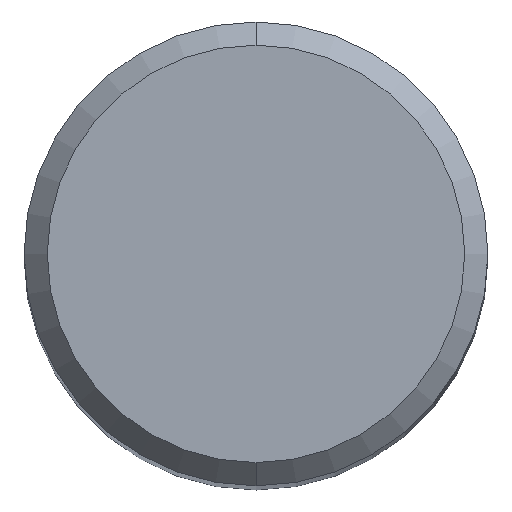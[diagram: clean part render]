
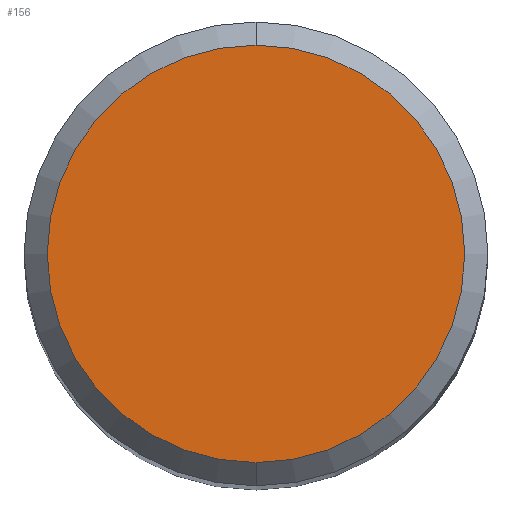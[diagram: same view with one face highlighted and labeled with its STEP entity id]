
A CAD part, top view. The second image highlights one B-rep face of the part: STEP entity #156.
In plain terms, the highlighted planar face has unit normal (0, 0, 1).
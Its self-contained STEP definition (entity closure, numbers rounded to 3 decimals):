
#140=EDGE_CURVE('',#222,#206,#346,.T.);
#156=ADVANCED_FACE('',(#363),#364,.T.);
#206=VERTEX_POINT('',#420);
#222=VERTEX_POINT('',#437);
#286=EDGE_CURVE('',#206,#222,#511,.T.);
#346=CIRCLE('',#572,4.5);
#363=FACE_OUTER_BOUND('',#591,.T.);
#364=PLANE('',#592);
#420=CARTESIAN_POINT('',(0.,-4.5,51.05));
#437=CARTESIAN_POINT('',(0.0,4.5,51.05));
#511=CIRCLE('',#785,4.5);
#572=AXIS2_PLACEMENT_3D('',#834,#835,#836);
#591=EDGE_LOOP('',(#856,#857));
#592=AXIS2_PLACEMENT_3D('',#858,#859,#860);
#785=AXIS2_PLACEMENT_3D('',#1053,#1054,#1055);
#834=CARTESIAN_POINT('',(0.0,0.0,51.05));
#835=DIRECTION('',(0.0,0.0,-1.0));
#836=DIRECTION('',(0.0,1.0,0.0));
#856=ORIENTED_EDGE('',*,*,#140,.F.);
#857=ORIENTED_EDGE('',*,*,#286,.F.);
#858=CARTESIAN_POINT('',(0.0,2.25,51.05));
#859=DIRECTION('',(-0.0,0.0,1.0));
#860=DIRECTION('',(0.0,-1.0,0.0));
#1053=CARTESIAN_POINT('',(0.0,0.0,51.05));
#1054=DIRECTION('',(0.0,0.0,-1.0));
#1055=DIRECTION('',(0.0,1.0,0.0));
